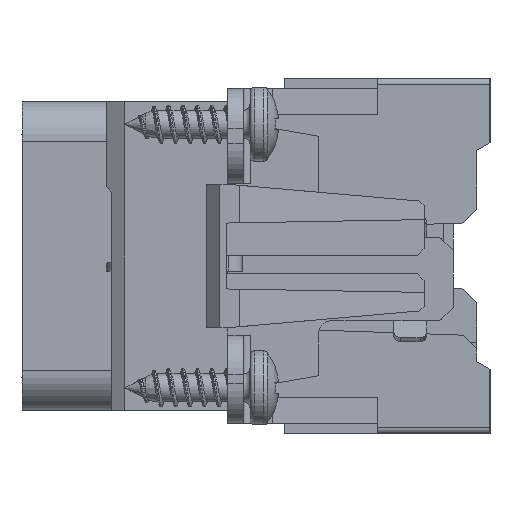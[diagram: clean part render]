
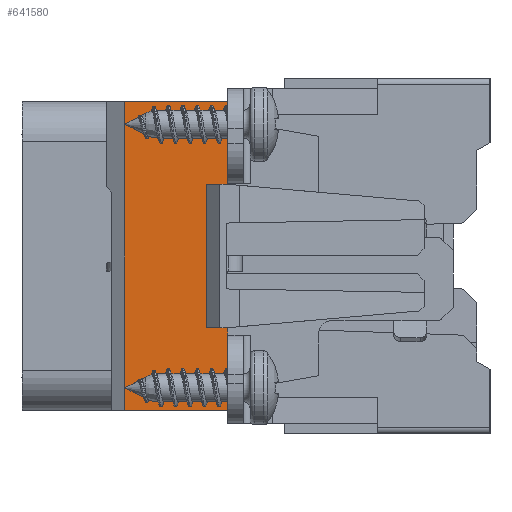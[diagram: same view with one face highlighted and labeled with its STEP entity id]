
A CAD part, left-side view. The second image highlights one B-rep face of the part: STEP entity #641580.
In plain terms, the highlighted face is planar.
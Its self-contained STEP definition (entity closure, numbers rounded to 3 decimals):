
#180360=CARTESIAN_POINT('',(91.079,42.951,-1.8));
#180370=VERTEX_POINT('',#180360);
#180400=CARTESIAN_POINT('',(91.079,0.,
-1.8));
#180410=DIRECTION('',(0.,1.,0.));
#180420=VECTOR('',#180410,1.);
#180430=LINE('',#180400,#180420);
#180440=CARTESIAN_POINT('',(91.079,35.137,-1.8));
#180450=VERTEX_POINT('',#180440);
#180460=EDGE_CURVE('',#180450,#180370,#180430,.T.);
#183910=CARTESIAN_POINT('',(91.079,35.137,
-25.2));
#183920=VERTEX_POINT('',#183910);
#183950=CARTESIAN_POINT('',(91.079,0.,
-25.2));
#183960=DIRECTION('',(0.,1.,0.));
#183970=VECTOR('',#183960,1.);
#183980=LINE('',#183950,#183970);
#183990=CARTESIAN_POINT('',(91.079,42.951,-25.2));
#184000=VERTEX_POINT('',#183990);
#184010=EDGE_CURVE('',#183920,#184000,#183980,.T.);
#600550=CARTESIAN_POINT('',(91.079,35.137,0.));
#600560=DIRECTION('',(0.,0.,1.));
#600570=VECTOR('',#600560,1.);
#600580=LINE('',#600550,#600570);
#600590=EDGE_CURVE('',#183920,#180450,#600580,.T.);
#603770=CARTESIAN_POINT('',(91.079,42.951,
-8.));
#603780=VERTEX_POINT('',#603770);
#604730=CARTESIAN_POINT('',(91.079,42.951,0.));
#604740=DIRECTION('',(0.,0.,1.));
#604750=VECTOR('',#604740,1.);
#604760=LINE('',#604730,#604750);
#604770=EDGE_CURVE('',#603780,#180370,#604760,.T.);
#623570=CARTESIAN_POINT('',(91.079,42.951,0.));
#623580=DIRECTION('',(0.,0.,1.));
#623590=VECTOR('',#623580,1.);
#623600=LINE('',#623570,#623590);
#623610=CARTESIAN_POINT('',(91.079,42.951,
-19.5));
#623620=VERTEX_POINT('',#623610);
#623630=EDGE_CURVE('',#184000,#623620,#623600,.T.);
#627260=CARTESIAN_POINT('',(91.079,42.951,
-8.05));
#627270=VERTEX_POINT('',#627260);
#627300=CARTESIAN_POINT('',(91.079,42.951,
-27.));
#627310=DIRECTION('',(0.,0.,1.));
#627320=VECTOR('',#627310,1.);
#627330=LINE('',#627300,#627320);
#627340=EDGE_CURVE('',#627270,#603780,#627330,.T.);
#628300=CARTESIAN_POINT('',(91.079,0.,
-8.05));
#628310=DIRECTION('',(0.,1.,0.));
#628320=VECTOR('',#628310,1.);
#628330=LINE('',#628300,#628320);
#628340=CARTESIAN_POINT('',(91.079,42.851,
-8.05));
#628350=VERTEX_POINT('',#628340);
#628360=EDGE_CURVE('',#628350,#627270,#628330,.T.);
#638220=CARTESIAN_POINT('',(91.079,42.851,
-18.95));
#638230=VERTEX_POINT('',#638220);
#638550=CARTESIAN_POINT('',(91.079,0.,
-18.95));
#638560=DIRECTION('',(0.,-1.,0.));
#638570=VECTOR('',#638560,1.);
#638580=LINE('',#638550,#638570);
#638590=CARTESIAN_POINT('',(91.079,41.351,
-18.95));
#638600=VERTEX_POINT('',#638590);
#638610=EDGE_CURVE('',#638230,#638600,#638580,.T.);
#638890=CARTESIAN_POINT('',(91.079,41.351,
-8.05));
#638900=VERTEX_POINT('',#638890);
#638930=CARTESIAN_POINT('',(91.079,0.,
-8.05));
#638940=DIRECTION('',(0.,1.,0.));
#638950=VECTOR('',#638940,1.);
#638960=LINE('',#638930,#638950);
#638970=EDGE_CURVE('',#638900,#628350,#638960,.T.);
#639160=CARTESIAN_POINT('',(91.079,41.351,0.));
#639170=DIRECTION('',(0.,0.,-1.));
#639180=VECTOR('',#639170,1.);
#639190=LINE('',#639160,#639180);
#639200=EDGE_CURVE('',#638900,#638600,#639190,.T.);
#641270=CARTESIAN_POINT('',(91.079,35.137,0.));
#641280=DIRECTION('',(1.,0.,0.));
#641290=DIRECTION('',(0.,-1.,0.));
#641300=AXIS2_PLACEMENT_3D('',#641270,#641280,#641290);
#641310=PLANE('',#641300);
#641320=ORIENTED_EDGE('',*,*,#600590,.F.);
#641330=ORIENTED_EDGE('',*,*,#180460,.F.);
#641340=ORIENTED_EDGE('',*,*,#604770,.T.);
#641350=ORIENTED_EDGE('',*,*,#627340,.T.);
#641360=ORIENTED_EDGE('',*,*,#628360,.T.);
#641370=ORIENTED_EDGE('',*,*,#638970,.T.);
#641380=ORIENTED_EDGE('',*,*,#639200,.F.);
#641390=ORIENTED_EDGE('',*,*,#638610,.T.);
#641400=CARTESIAN_POINT('',(91.079,0.,
-18.95));
#641410=DIRECTION('',(0.,1.,0.));
#641420=VECTOR('',#641410,1.);
#641430=LINE('',#641400,#641420);
#641440=CARTESIAN_POINT('',(91.079,42.951,
-18.95));
#641450=VERTEX_POINT('',#641440);
#641460=EDGE_CURVE('',#638230,#641450,#641430,.T.);
#641470=ORIENTED_EDGE('',*,*,#641460,.F.);
#641480=CARTESIAN_POINT('',(91.079,42.951,
-27.));
#641490=DIRECTION('',(0.,0.,1.));
#641500=VECTOR('',#641490,1.);
#641510=LINE('',#641480,#641500);
#641520=EDGE_CURVE('',#623620,#641450,#641510,.T.);
#641530=ORIENTED_EDGE('',*,*,#641520,.T.);
#641540=ORIENTED_EDGE('',*,*,#623630,.T.);
#641550=ORIENTED_EDGE('',*,*,#184010,.T.);
#641560=EDGE_LOOP('',(#641550,#641540,#641530,#641470,#641390,#641380,
#641370,#641360,#641350,#641340,#641330,#641320));
#641570=FACE_OUTER_BOUND('',#641560,.T.);
#641580=ADVANCED_FACE('',(#641570),#641310,.T.);
